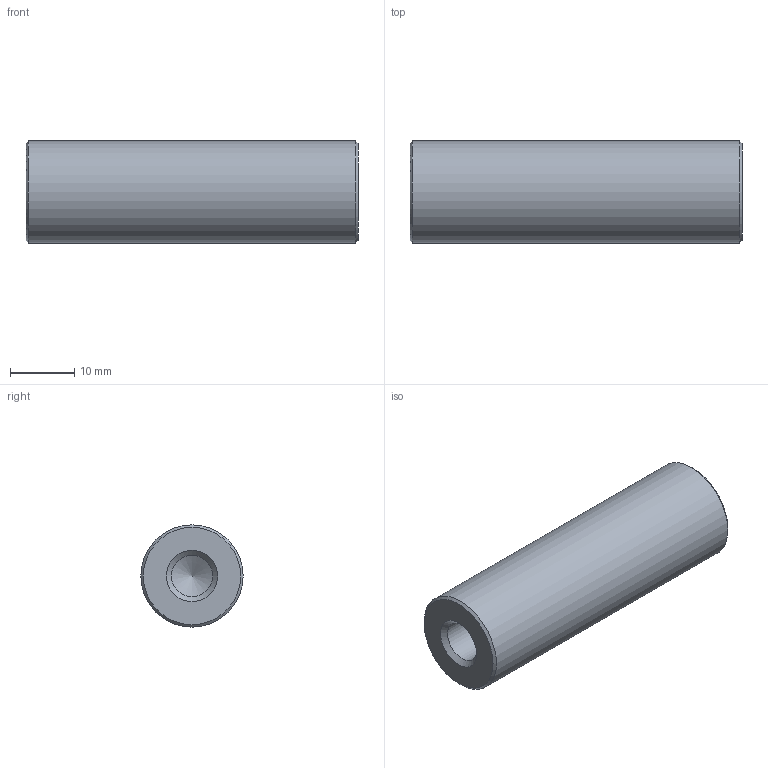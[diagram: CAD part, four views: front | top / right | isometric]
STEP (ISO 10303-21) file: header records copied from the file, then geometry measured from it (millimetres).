
FILE_DESCRIPTION(/* description */ ('STEP AP214'),/* implementation_level */ '2;1');
FILE_NAME(/* name */ 'U-SFJW0.63-L2.03-T0.31-U0.31',/* time_stamp */ '2025-04-13T03:59:24+02:00',/* author */ ('License CC BY-ND 4.0'),/* organization */ ('CADENAS'),/* preprocessor_version */ 'ST-DEVELOPER v19.3',/* originating_system */ 'PARTsolutions',/* authorisation */ ' ');
FILE_SCHEMA (('AUTOMOTIVE_DESIGN {1 0 10303 214 3 1 1}'));
Length unit declared in the file: inch
Products named in the file (1): U-SFJW0.63-L2.03-T0.31-U0.31
Bounding box: 51.56 x 15.88 x 15.88 mm (x, y, z)
Volume: 9016 mm3; surface area: 3643.2 mm2
Topology: 1 solids, 1 shells, 11 faces, 22 edges, 13 vertices
Faces by surface type: cone 6, cylinder 3, plane 2
Full cylindrical faces by diameter (mm): 6.411 x2, 15.875 x1
Entity records: 254 total; most frequent: DIRECTION 44, CARTESIAN_POINT 34, FACE_BOUND 22, AXIS2_PLACEMENT_3D 22, ORIENTED_EDGE 20, EDGE_LOOP 20, VERTEX_POINT 12, ADVANCED_FACE 11
